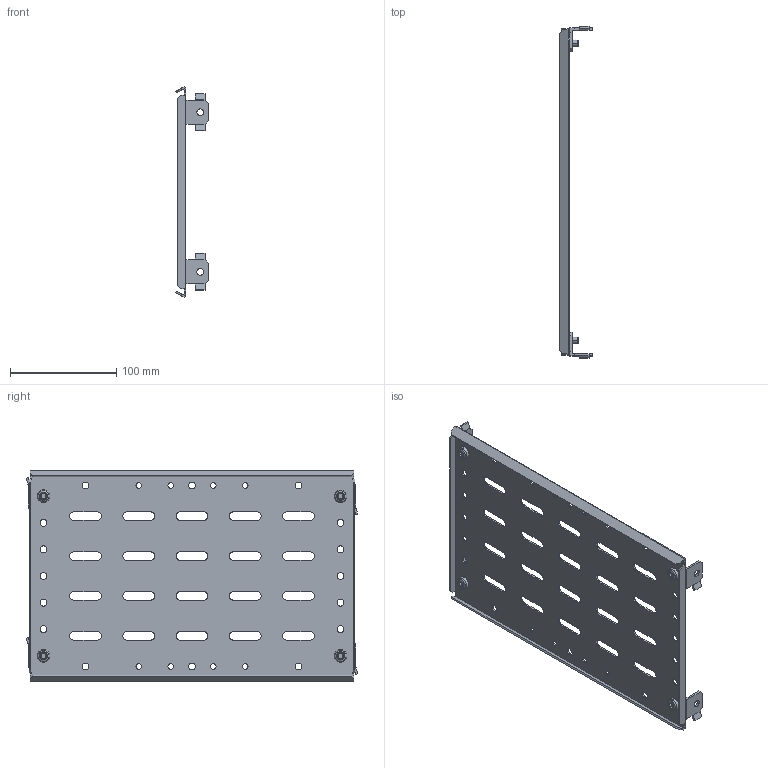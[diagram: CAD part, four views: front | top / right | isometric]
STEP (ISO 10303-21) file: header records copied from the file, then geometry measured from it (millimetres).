
FILE_DESCRIPTION (( 'STEP AP203' ), '1' );
FILE_NAME ('FO-00-SWF-020-040 FORMAT Ïåðåãîðîäêà ñåêöèîíèðîâàíèÿ çàäíÿÿ 200õ400 IEK.STEP', '2024-07-04T09:20:48', ( '' ), ( '' ), 'SwSTEP 2.0', 'SolidWorks 2022', '' );
FILE_SCHEMA (( 'CONFIG_CONTROL_DESIGN' ));
Length unit declared in the file: millimetre
Products named in the file (1): FO-00-SWF-020-040 FORMAT Перегородка секционирования задняя 200х400 IEK
Bounding box: 30.52 x 311.5 x 197.66 mm (x, y, z)
Volume: 103602.2 mm3; surface area: 140367.9 mm2
Topology: 9 solids, 9 shells, 440 faces, 1210 edges, 796 vertices
Faces by surface type: cylinder 208, plane 200, cone 16, torus 16
Entity records: 14387 total; most frequent: DIRECTION 2556, CARTESIAN_POINT 2447, ORIENTED_EDGE 2420, EDGE_CURVE 1210, AXIS2_PLACEMENT_3D 905, VERTEX_POINT 796, LINE 746, VECTOR 746
